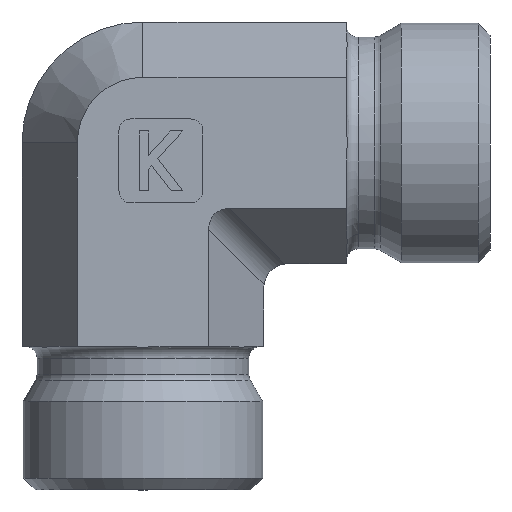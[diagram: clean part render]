
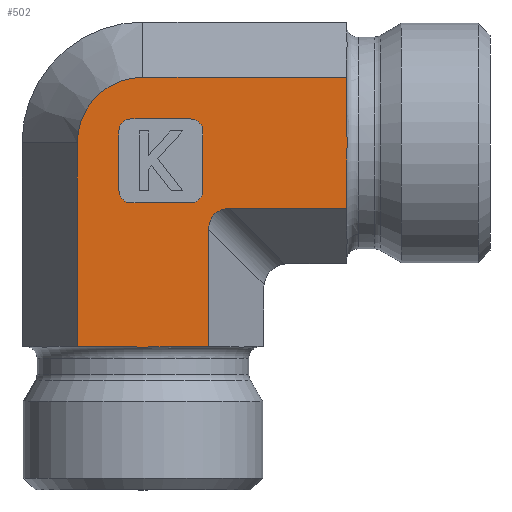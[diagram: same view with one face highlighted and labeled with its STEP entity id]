
A CAD part, left-side view. The second image highlights one B-rep face of the part: STEP entity #502.
In plain terms, the highlighted planar face has unit normal (-1, 0, 0).
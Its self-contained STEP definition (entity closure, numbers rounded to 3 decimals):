
#186=CARTESIAN_POINT('',(-28.485,6.941,2.));
#187=VERTEX_POINT('',#186);
#195=CARTESIAN_POINT('',(-28.485,12.146,2.));
#196=VERTEX_POINT('',#195);
#197=CARTESIAN_POINT('',(-28.485,12.146,2.));
#198=CARTESIAN_POINT('',(-28.485,11.901,2.));
#199=CARTESIAN_POINT('',(-28.485,11.606,1.992));
#200=CARTESIAN_POINT('',(-28.485,10.793,1.965));
#201=CARTESIAN_POINT('',(-28.485,10.112,1.937));
#202=CARTESIAN_POINT('',(-28.485,8.976,1.937));
#203=CARTESIAN_POINT('',(-28.485,8.295,1.965));
#204=CARTESIAN_POINT('',(-28.485,7.482,1.992));
#205=CARTESIAN_POINT('',(-28.485,7.187,2.));
#206=CARTESIAN_POINT('',(-28.485,6.941,2.));
#207=B_SPLINE_CURVE_WITH_KNOTS('',3,(#197,#198,#199,#200,#201,#202,#203,#204,#205,#206),.UNSPECIFIED.,.F.,.U.,(4,2,2,2,4),(0.817,0.891,1.061,1.231,1.305),.UNSPECIFIED.);
#208=EDGE_CURVE('',#196,#187,#207,.T.);
#305=CARTESIAN_POINT('',(-28.485,15.029,2.));
#306=VERTEX_POINT('',#305);
#313=CARTESIAN_POINT('',(-28.485,15.029,19.0));
#314=VERTEX_POINT('',#313);
#315=CARTESIAN_POINT('',(-28.485,15.029,2.));
#316=DIRECTION('',(0.0,0.0,1.0));
#317=VECTOR('',#316,17.);
#318=LINE('',#315,#317);
#319=EDGE_CURVE('',#306,#314,#318,.T.);
#338=CARTESIAN_POINT('',(-28.485,4.059,0.0));
#339=DIRECTION('',(-1.0,0.0,0.0));
#340=DIRECTION('',(0.0,0.0,1.0));
#341=AXIS2_PLACEMENT_3D('',#338,#339,#340);
#342=PLANE('',#341);
#343=CARTESIAN_POINT('',(-28.485,15.029,2.));
#344=DIRECTION('',(0.0,-1.0,0.0));
#345=VECTOR('',#344,2.882);
#346=LINE('',#343,#345);
#347=EDGE_CURVE('',#306,#196,#346,.T.);
#348=ORIENTED_EDGE('',*,*,#347,.T.);
#349=ORIENTED_EDGE('',*,*,#208,.T.);
#350=CARTESIAN_POINT('',(-28.485,4.059,2.));
#351=VERTEX_POINT('',#350);
#352=CARTESIAN_POINT('',(-28.485,6.941,2.));
#353=DIRECTION('',(0.0,-1.0,0.0));
#354=VECTOR('',#353,2.882);
#355=LINE('',#352,#354);
#356=EDGE_CURVE('',#187,#351,#355,.T.);
#357=ORIENTED_EDGE('',*,*,#356,.T.);
#358=CARTESIAN_POINT('',(-28.485,4.059,11.783));
#359=VERTEX_POINT('',#358);
#360=CARTESIAN_POINT('',(-28.485,4.059,2.));
#361=DIRECTION('',(0.0,0.0,1.0));
#362=VECTOR('',#361,9.783);
#363=LINE('',#360,#362);
#364=EDGE_CURVE('',#351,#359,#363,.T.);
#365=ORIENTED_EDGE('',*,*,#364,.T.);
#366=CARTESIAN_POINT('',(-28.485,2.327,13.515));
#367=VERTEX_POINT('',#366);
#368=CARTESIAN_POINT('',(-28.485,1.75,11.206));
#369=DIRECTION('',(-1.0,0.0,0.0));
#370=DIRECTION('',(0.0,0.707,0.707));
#371=AXIS2_PLACEMENT_3D('',#368,#369,#370);
#372=ELLIPSE('',#371,2.582,2.0);
#373=EDGE_CURVE('',#367,#359,#372,.T.);
#374=ORIENTED_EDGE('',*,*,#373,.F.);
#375=CARTESIAN_POINT('',(-28.485,-7.456,13.515));
#376=VERTEX_POINT('',#375);
#377=CARTESIAN_POINT('',(-28.485,2.327,13.515));
#378=DIRECTION('',(0.0,-1.0,0.0));
#379=VECTOR('',#378,9.783);
#380=LINE('',#377,#379);
#381=EDGE_CURVE('',#367,#376,#380,.T.);
#382=ORIENTED_EDGE('',*,*,#381,.T.);
#383=CARTESIAN_POINT('',(-28.485,-7.456,16.398));
#384=VERTEX_POINT('',#383);
#385=CARTESIAN_POINT('',(-28.485,-7.456,13.515));
#386=DIRECTION('',(0.0,0.0,1.0));
#387=VECTOR('',#386,2.882);
#388=LINE('',#385,#387);
#389=EDGE_CURVE('',#376,#384,#388,.T.);
#390=ORIENTED_EDGE('',*,*,#389,.T.);
#391=CARTESIAN_POINT('',(-28.485,-7.456,21.602));
#392=VERTEX_POINT('',#391);
#393=CARTESIAN_POINT('',(-28.485,-7.456,16.398));
#394=CARTESIAN_POINT('',(-28.485,-7.456,16.643));
#395=CARTESIAN_POINT('',(-28.485,-7.464,16.938));
#396=CARTESIAN_POINT('',(-28.485,-7.491,17.751));
#397=CARTESIAN_POINT('',(-28.485,-7.519,18.432));
#398=CARTESIAN_POINT('',(-28.485,-7.519,19.568));
#399=CARTESIAN_POINT('',(-28.485,-7.491,20.249));
#400=CARTESIAN_POINT('',(-28.485,-7.464,21.062));
#401=CARTESIAN_POINT('',(-28.485,-7.456,21.357));
#402=CARTESIAN_POINT('',(-28.485,-7.456,21.602));
#403=B_SPLINE_CURVE_WITH_KNOTS('',3,(#393,#394,#395,#396,#397,#398,#399,#400,#401,#402),.UNSPECIFIED.,.F.,.U.,(4,2,2,2,4),(0.817,0.891,1.061,1.231,1.305),.UNSPECIFIED.);
#404=EDGE_CURVE('',#384,#392,#403,.T.);
#405=ORIENTED_EDGE('',*,*,#404,.T.);
#406=CARTESIAN_POINT('',(-28.485,-7.456,24.485));
#407=VERTEX_POINT('',#406);
#408=CARTESIAN_POINT('',(-28.485,-7.456,21.602));
#409=DIRECTION('',(0.0,0.0,1.0));
#410=VECTOR('',#409,2.882);
#411=LINE('',#408,#410);
#412=EDGE_CURVE('',#392,#407,#411,.T.);
#413=ORIENTED_EDGE('',*,*,#412,.T.);
#414=CARTESIAN_POINT('',(-28.485,9.544,24.485));
#415=VERTEX_POINT('',#414);
#416=CARTESIAN_POINT('',(-28.485,9.544,24.485));
#417=DIRECTION('',(0.0,-1.0,0.0));
#418=VECTOR('',#417,17.0);
#419=LINE('',#416,#418);
#420=EDGE_CURVE('',#415,#407,#419,.T.);
#421=ORIENTED_EDGE('',*,*,#420,.F.);
#422=CARTESIAN_POINT('',(-28.485,9.544,19.0));
#423=DIRECTION('',(-1.0,0.0,0.0));
#424=DIRECTION('',(0.0,0.0,1.0));
#425=AXIS2_PLACEMENT_3D('',#422,#423,#424);
#426=CIRCLE('',#425,5.485);
#427=EDGE_CURVE('',#415,#314,#426,.T.);
#428=ORIENTED_EDGE('',*,*,#427,.T.);
#429=ORIENTED_EDGE('',*,*,#319,.F.);
#430=EDGE_LOOP('',(#348,#349,#357,#365,#374,#382,#390,#405,#413,#421,#428,#429));
#431=FACE_OUTER_BOUND('',#430,.T.);
#432=CARTESIAN_POINT('',(-28.485,5.544,14.));
#433=VERTEX_POINT('',#432);
#434=CARTESIAN_POINT('',(-28.485,10.544,14.));
#435=VERTEX_POINT('',#434);
#436=CARTESIAN_POINT('',(-28.485,5.544,14.));
#437=DIRECTION('',(0.0,1.0,0.0));
#438=VECTOR('',#437,5.);
#439=LINE('',#436,#438);
#440=EDGE_CURVE('',#433,#435,#439,.T.);
#441=ORIENTED_EDGE('',*,*,#440,.T.);
#442=CARTESIAN_POINT('',(-28.485,11.544,15.));
#443=VERTEX_POINT('',#442);
#444=CARTESIAN_POINT('',(-28.485,10.544,15.));
#445=DIRECTION('',(-1.0,0.0,0.0));
#446=DIRECTION('',(0.0,0.707,-0.707));
#447=AXIS2_PLACEMENT_3D('',#444,#445,#446);
#448=CIRCLE('',#447,1.0);
#449=EDGE_CURVE('',#443,#435,#448,.T.);
#450=ORIENTED_EDGE('',*,*,#449,.F.);
#451=CARTESIAN_POINT('',(-28.485,11.544,20.));
#452=VERTEX_POINT('',#451);
#453=CARTESIAN_POINT('',(-28.485,11.544,15.));
#454=DIRECTION('',(0.0,0.0,1.0));
#455=VECTOR('',#454,5.);
#456=LINE('',#453,#455);
#457=EDGE_CURVE('',#443,#452,#456,.T.);
#458=ORIENTED_EDGE('',*,*,#457,.T.);
#459=CARTESIAN_POINT('',(-28.485,10.544,21.));
#460=VERTEX_POINT('',#459);
#461=CARTESIAN_POINT('',(-28.485,10.544,20.));
#462=DIRECTION('',(-1.0,0.0,0.0));
#463=DIRECTION('',(0.0,0.707,0.707));
#464=AXIS2_PLACEMENT_3D('',#461,#462,#463);
#465=CIRCLE('',#464,1.0);
#466=EDGE_CURVE('',#460,#452,#465,.T.);
#467=ORIENTED_EDGE('',*,*,#466,.F.);
#468=CARTESIAN_POINT('',(-28.485,5.544,21.));
#469=VERTEX_POINT('',#468);
#470=CARTESIAN_POINT('',(-28.485,10.544,21.));
#471=DIRECTION('',(0.0,-1.0,0.0));
#472=VECTOR('',#471,5.);
#473=LINE('',#470,#472);
#474=EDGE_CURVE('',#460,#469,#473,.T.);
#475=ORIENTED_EDGE('',*,*,#474,.T.);
#476=CARTESIAN_POINT('',(-28.485,4.544,20.));
#477=VERTEX_POINT('',#476);
#478=CARTESIAN_POINT('',(-28.485,5.544,20.));
#479=DIRECTION('',(-1.0,0.0,0.0));
#480=DIRECTION('',(0.0,-0.707,0.707));
#481=AXIS2_PLACEMENT_3D('',#478,#479,#480);
#482=CIRCLE('',#481,1.0);
#483=EDGE_CURVE('',#477,#469,#482,.T.);
#484=ORIENTED_EDGE('',*,*,#483,.F.);
#485=CARTESIAN_POINT('',(-28.485,4.544,15.));
#486=VERTEX_POINT('',#485);
#487=CARTESIAN_POINT('',(-28.485,4.544,20.));
#488=DIRECTION('',(0.0,0.0,-1.0));
#489=VECTOR('',#488,5.);
#490=LINE('',#487,#489);
#491=EDGE_CURVE('',#477,#486,#490,.T.);
#492=ORIENTED_EDGE('',*,*,#491,.T.);
#493=CARTESIAN_POINT('',(-28.485,5.544,15.));
#494=DIRECTION('',(-1.0,0.0,0.0));
#495=DIRECTION('',(0.0,-0.707,-0.707));
#496=AXIS2_PLACEMENT_3D('',#493,#494,#495);
#497=CIRCLE('',#496,1.0);
#498=EDGE_CURVE('',#433,#486,#497,.T.);
#499=ORIENTED_EDGE('',*,*,#498,.F.);
#500=EDGE_LOOP('',(#441,#450,#458,#467,#475,#484,#492,#499));
#501=FACE_BOUND('',#500,.T.);
#502=ADVANCED_FACE('',(#431,#501),#342,.T.);
